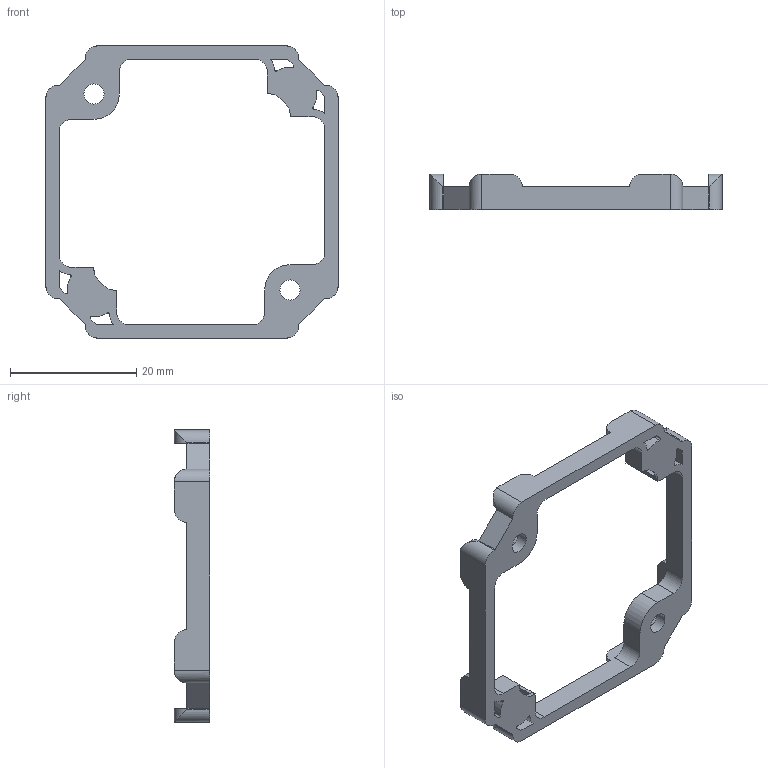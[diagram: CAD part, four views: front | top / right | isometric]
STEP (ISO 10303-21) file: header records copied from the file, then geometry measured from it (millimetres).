
FILE_DESCRIPTION(/* description */ (''),/* implementation_level */ '2;1');
FILE_NAME(/* name */ 'S-bracket magnet.step',/* time_stamp */ '2020-03-12T19:45:14+01:00',/* author */ (''),/* organization */ (''),/* preprocessor_version */ 'ST-DEVELOPER v18',/* originating_system */ 'Autodesk Translation Framework v8.12.0.6',/* authorisation */ '');
FILE_SCHEMA (('AUTOMOTIVE_DESIGN { 1 0 10303 214 3 1 1 }'));
Length unit declared in the file: millimetre
Products named in the file (2): S-bracket magnet; _BRACKET_INJECTION
Assembly tree (1 placements, depth 2):
  S-bracket magnet
    _BRACKET_INJECTION
Bounding box: 46.2 x 5.6 x 46.2 mm (x, y, z)
Volume: 1950.4 mm3; surface area: 2806.7 mm2
Topology: 1 solids, 1 shells, 135 faces, 412 edges, 276 vertices
Faces by surface type: plane 70, cylinder 65
Full cylindrical faces by diameter (mm): 3.2 x2
Entity records: 4730 total; most frequent: CARTESIAN_POINT 841, ORIENTED_EDGE 824, DIRECTION 802, EDGE_CURVE 412, LINE 288, VECTOR 288, VERTEX_POINT 276, AXIS2_PLACEMENT_3D 257
